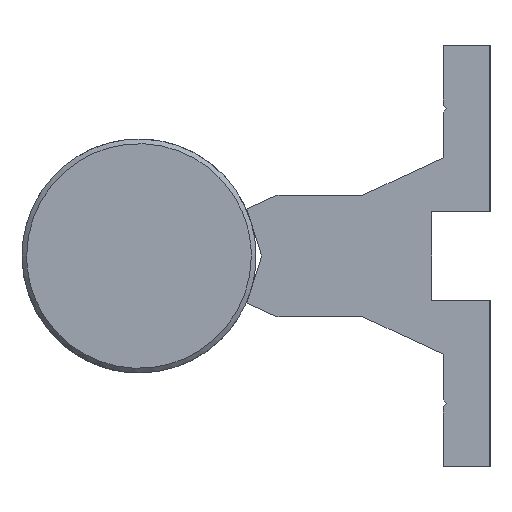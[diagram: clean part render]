
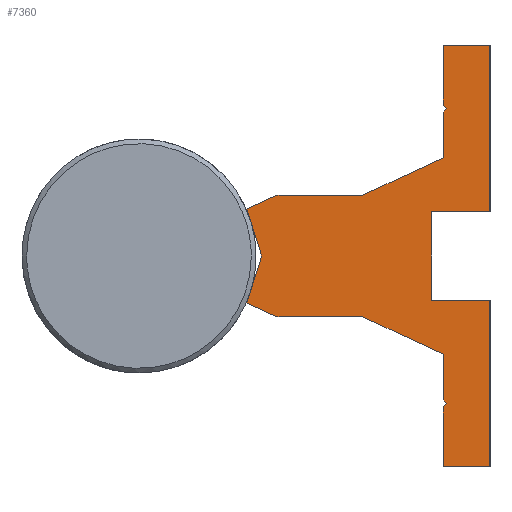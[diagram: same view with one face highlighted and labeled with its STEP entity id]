
A CAD part, left-side view. The second image highlights one B-rep face of the part: STEP entity #7360.
In plain terms, the highlighted free-form (B-spline) face has degree [1, 1] with [2, 2] control points.
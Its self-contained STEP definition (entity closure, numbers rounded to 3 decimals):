
#10 = CARTESIAN_POINT ('', (0., 9.248, 31.5));
#20 = VERTEX_POINT ('', #10);
#30 = CARTESIAN_POINT ('', (0., 10., 32.252));
#40 = VERTEX_POINT ('', #30);
#50 = CARTESIAN_POINT ('', (0., 9.248, 31.5));
#60 = CARTESIAN_POINT ('', (0., 10., 32.252));
#70 = B_SPLINE_CURVE_WITH_KNOTS ('', 1, (#50, #60), .UNSPECIFIED., .F., .U., (2, 2), (0., 1.), .UNSPECIFIED.);
#80 = EDGE_CURVE ('', #20, #40, #70, .T.);
#370 = CARTESIAN_POINT ('', (0., 10., 45.));
#380 = VERTEX_POINT ('', #370);
#390 = CARTESIAN_POINT ('', (0., 10., 32.252));
#400 = CARTESIAN_POINT ('', (0., 10., 45.));
#410 = B_SPLINE_CURVE_WITH_KNOTS ('', 1, (#390, #400), .UNSPECIFIED., .F., .U., (2, 2), (0., 1.), .UNSPECIFIED.);
#420 = EDGE_CURVE ('', #40, #380, #410, .T.);
#650 = CARTESIAN_POINT ('', (0., 0., 45.));
#660 = VERTEX_POINT ('', #650);
#670 = CARTESIAN_POINT ('', (0., 10., 45.));
#680 = CARTESIAN_POINT ('', (0., 0., 45.));
#690 = B_SPLINE_CURVE_WITH_KNOTS ('', 1, (#670, #680), .UNSPECIFIED., .F., .U., (2, 2), (0., 1.), .UNSPECIFIED.);
#700 = EDGE_CURVE ('', #380, #660, #690, .T.);
#930 = CARTESIAN_POINT ('', (0., 0., 9.5));
#940 = VERTEX_POINT ('', #930);
#950 = CARTESIAN_POINT ('', (0., 0., 45.));
#960 = CARTESIAN_POINT ('', (0., 0., 9.5));
#970 = B_SPLINE_CURVE_WITH_KNOTS ('', 1, (#950, #960), .UNSPECIFIED., .F., .U., (2, 2), (0., 1.), .UNSPECIFIED.);
#980 = EDGE_CURVE ('', #660, #940, #970, .T.);
#1210 = CARTESIAN_POINT ('', (0., 12.5, 9.5));
#1220 = VERTEX_POINT ('', #1210);
#1230 = CARTESIAN_POINT ('', (0., 0., 9.5));
#1240 = CARTESIAN_POINT ('', (0., 12.5, 9.5));
#1250 = B_SPLINE_CURVE_WITH_KNOTS ('', 1, (#1230, #1240), .UNSPECIFIED., .F., .U., (2, 2), (0., 1.), .UNSPECIFIED.);
#1260 = EDGE_CURVE ('', #940, #1220, #1250, .T.);
#1490 = CARTESIAN_POINT ('', (0., 12.5, -9.5));
#1500 = VERTEX_POINT ('', #1490);
#1510 = CARTESIAN_POINT ('', (0., 12.5, 9.5));
#1520 = CARTESIAN_POINT ('', (0., 12.5, -9.5));
#1530 = B_SPLINE_CURVE_WITH_KNOTS ('', 1, (#1510, #1520), .UNSPECIFIED., .F., .U., (2, 2), (0., 1.), .UNSPECIFIED.);
#1540 = EDGE_CURVE ('', #1220, #1500, #1530, .T.);
#1770 = CARTESIAN_POINT ('', (0., 0., -9.5));
#1780 = VERTEX_POINT ('', #1770);
#1790 = CARTESIAN_POINT ('', (0., 12.5, -9.5));
#1800 = CARTESIAN_POINT ('', (0., 0., -9.5));
#1810 = B_SPLINE_CURVE_WITH_KNOTS ('', 1, (#1790, #1800), .UNSPECIFIED., .F., .U., (2, 2), (0., 1.), .UNSPECIFIED.);
#1820 = EDGE_CURVE ('', #1500, #1780, #1810, .T.);
#2050 = CARTESIAN_POINT ('', (0., 0., -45.));
#2060 = VERTEX_POINT ('', #2050);
#2070 = CARTESIAN_POINT ('', (0., 0., -9.5));
#2080 = CARTESIAN_POINT ('', (0., 0., -45.));
#2090 = B_SPLINE_CURVE_WITH_KNOTS ('', 1, (#2070, #2080), .UNSPECIFIED., .F., .U., (2, 2), (0., 1.), .UNSPECIFIED.);
#2100 = EDGE_CURVE ('', #1780, #2060, #2090, .T.);
#2330 = CARTESIAN_POINT ('', (0., 10., -45.));
#2340 = VERTEX_POINT ('', #2330);
#2350 = CARTESIAN_POINT ('', (0., 10., -45.));
#2360 = CARTESIAN_POINT ('', (0., 0., -45.));
#2370 = B_SPLINE_CURVE_WITH_KNOTS ('', 1, (#2350, #2360), .UNSPECIFIED., .F., .U., (2, 2), (0., 1.), .UNSPECIFIED.);
#2380 = EDGE_CURVE ('', #2340, #2060, #2370, .T.);
#2610 = CARTESIAN_POINT ('', (0., 10., -32.252));
#2620 = VERTEX_POINT ('', #2610);
#2630 = CARTESIAN_POINT ('', (0., 10., -32.252));
#2640 = CARTESIAN_POINT ('', (0., 10., -45.));
#2650 = B_SPLINE_CURVE_WITH_KNOTS ('', 1, (#2630, #2640), .UNSPECIFIED., .F., .U., (2, 2), (0., 1.), .UNSPECIFIED.);
#2660 = EDGE_CURVE ('', #2620, #2340, #2650, .T.);
#2890 = CARTESIAN_POINT ('', (0., 9.248, -31.5));
#2900 = VERTEX_POINT ('', #2890);
#2910 = CARTESIAN_POINT ('', (0., 9.248, -31.5));
#2920 = CARTESIAN_POINT ('', (0., 9.499, -31.751));
#2930 = CARTESIAN_POINT ('', (0., 9.749, -32.001));
#2940 = CARTESIAN_POINT ('', (0., 10., -32.252));
#2950 = B_SPLINE_CURVE_WITH_KNOTS ('', 3, (#2910, #2920, #2930, #2940), .UNSPECIFIED., .F., .U., (4, 4), (0., 1.), .UNSPECIFIED.);
#2960 = EDGE_CURVE ('', #2900, #2620, #2950, .T.);
#3210 = CARTESIAN_POINT ('', (0., 10., -30.748));
#3220 = VERTEX_POINT ('', #3210);
#3230 = CARTESIAN_POINT ('', (0., 10., -30.748));
#3240 = CARTESIAN_POINT ('', (0., 9.749, -30.999));
#3250 = CARTESIAN_POINT ('', (0., 9.499, -31.249));
#3260 = CARTESIAN_POINT ('', (0., 9.248, -31.5));
#3270 = B_SPLINE_CURVE_WITH_KNOTS ('', 3, (#3230, #3240, #3250, #3260), .UNSPECIFIED., .F., .U., (4, 4), (0., 1.), .UNSPECIFIED.);
#3280 = EDGE_CURVE ('', #3220, #2900, #3270, .T.);
#3530 = CARTESIAN_POINT ('', (0., 10., -21.));
#3540 = VERTEX_POINT ('', #3530);
#3550 = CARTESIAN_POINT ('', (0., 10., -21.));
#3560 = CARTESIAN_POINT ('', (0., 10., -30.748));
#3570 = B_SPLINE_CURVE_WITH_KNOTS ('', 1, (#3550, #3560), .UNSPECIFIED., .F., .U., (2, 2), (0., 1.), .UNSPECIFIED.);
#3580 = EDGE_CURVE ('', #3540, #3220, #3570, .T.);
#3810 = CARTESIAN_POINT ('', (0., 27.156, -13.));
#3820 = VERTEX_POINT ('', #3810);
#3830 = CARTESIAN_POINT ('', (0., 27.156, -13.));
#3840 = CARTESIAN_POINT ('', (0., 21.437, -15.667));
#3850 = CARTESIAN_POINT ('', (0., 15.719, -18.333));
#3860 = CARTESIAN_POINT ('', (0., 10., -21.));
#3870 = B_SPLINE_CURVE_WITH_KNOTS ('', 3, (#3830, #3840, #3850, #3860), .UNSPECIFIED., .F., .U., (4, 4), (0., 1.), .UNSPECIFIED.);
#3880 = EDGE_CURVE ('', #3820, #3540, #3870, .T.);
#4130 = CARTESIAN_POINT ('', (0., 45.517, -13.));
#4140 = VERTEX_POINT ('', #4130);
#4150 = CARTESIAN_POINT ('', (0., 45.517, -13.));
#4160 = CARTESIAN_POINT ('', (0., 27.156, -13.));
#4170 = B_SPLINE_CURVE_WITH_KNOTS ('', 1, (#4150, #4160), .UNSPECIFIED., .F., .U., (2, 2), (0., 1.), .UNSPECIFIED.);
#4180 = EDGE_CURVE ('', #4140, #3820, #4170, .T.);
#4410 = CARTESIAN_POINT ('', (0., 51.95, -10.));
#4420 = VERTEX_POINT ('', #4410);
#4430 = CARTESIAN_POINT ('', (0., 51.95, -10.));
#4440 = CARTESIAN_POINT ('', (0., 49.806, -11.));
#4450 = CARTESIAN_POINT ('', (0., 47.661, -12.));
#4460 = CARTESIAN_POINT ('', (0., 45.517, -13.));
#4470 = B_SPLINE_CURVE_WITH_KNOTS ('', 3, (#4430, #4440, #4450, #4460), .UNSPECIFIED., .F., .U., (4, 4), (0., 1.), .UNSPECIFIED.);
#4480 = EDGE_CURVE ('', #4420, #4140, #4470, .T.);
#4730 = CARTESIAN_POINT ('', (0., 48.797, 0.));
#4740 = VERTEX_POINT ('', #4730);
#4750 = CARTESIAN_POINT ('', (0., 48.797, 0.));
#4760 = CARTESIAN_POINT ('', (0., 49.848, -3.333));
#4770 = CARTESIAN_POINT ('', (0., 50.899, -6.667));
#4780 = CARTESIAN_POINT ('', (0., 51.95, -10.));
#4790 = B_SPLINE_CURVE_WITH_KNOTS ('', 3, (#4750, #4760, #4770, #4780), .UNSPECIFIED., .F., .U., (4, 4), (0., 1.), .UNSPECIFIED.);
#4800 = EDGE_CURVE ('', #4740, #4420, #4790, .T.);
#5050 = CARTESIAN_POINT ('', (0., 51.95, 10.));
#5060 = VERTEX_POINT ('', #5050);
#5070 = CARTESIAN_POINT ('', (0., 51.95, 10.));
#5080 = CARTESIAN_POINT ('', (0., 50.899, 6.667));
#5090 = CARTESIAN_POINT ('', (0., 49.848, 3.333));
#5100 = CARTESIAN_POINT ('', (0., 48.797, 0.));
#5110 = B_SPLINE_CURVE_WITH_KNOTS ('', 3, (#5070, #5080, #5090, #5100), .UNSPECIFIED., .F., .U., (4, 4), (0., 1.), .UNSPECIFIED.);
#5120 = EDGE_CURVE ('', #5060, #4740, #5110, .T.);
#5370 = CARTESIAN_POINT ('', (0., 45.517, 13.));
#5380 = VERTEX_POINT ('', #5370);
#5390 = CARTESIAN_POINT ('', (0., 45.517, 13.));
#5400 = CARTESIAN_POINT ('', (0., 47.661, 12.));
#5410 = CARTESIAN_POINT ('', (0., 49.806, 11.));
#5420 = CARTESIAN_POINT ('', (0., 51.95, 10.));
#5430 = B_SPLINE_CURVE_WITH_KNOTS ('', 3, (#5390, #5400, #5410, #5420), .UNSPECIFIED., .F., .U., (4, 4), (0., 1.), .UNSPECIFIED.);
#5440 = EDGE_CURVE ('', #5380, #5060, #5430, .T.);
#5670 = CARTESIAN_POINT ('', (0., 27.156, 13.));
#5680 = VERTEX_POINT ('', #5670);
#5690 = CARTESIAN_POINT ('', (0., 27.156, 13.));
#5700 = CARTESIAN_POINT ('', (0., 45.517, 13.));
#5710 = B_SPLINE_CURVE_WITH_KNOTS ('', 1, (#5690, #5700), .UNSPECIFIED., .F., .U., (2, 2), (0., 1.), .UNSPECIFIED.);
#5720 = EDGE_CURVE ('', #5680, #5380, #5710, .T.);
#5950 = CARTESIAN_POINT ('', (0., 10., 21.));
#5960 = VERTEX_POINT ('', #5950);
#5970 = CARTESIAN_POINT ('', (0., 27.156, 13.));
#5980 = CARTESIAN_POINT ('', (0., 10., 21.));
#5990 = B_SPLINE_CURVE_WITH_KNOTS ('', 1, (#5970, #5980), .UNSPECIFIED., .F., .U., (2, 2), (0., 1.), .UNSPECIFIED.);
#6000 = EDGE_CURVE ('', #5680, #5960, #5990, .T.);
#6250 = CARTESIAN_POINT ('', (0., 10., 30.748));
#6260 = VERTEX_POINT ('', #6250);
#6270 = CARTESIAN_POINT ('', (0., 10., 21.));
#6280 = CARTESIAN_POINT ('', (0., 10., 30.748));
#6290 = B_SPLINE_CURVE_WITH_KNOTS ('', 1, (#6270, #6280), .UNSPECIFIED., .F., .U., (2, 2), (0., 1.), .UNSPECIFIED.);
#6300 = EDGE_CURVE ('', #5960, #6260, #6290, .T.);
#6530 = CARTESIAN_POINT ('', (0., 9.248, 31.5));
#6540 = CARTESIAN_POINT ('', (0., 9.499, 31.249));
#6550 = CARTESIAN_POINT ('', (0., 9.749, 30.999));
#6560 = CARTESIAN_POINT ('', (0., 10., 30.748));
#6570 = B_SPLINE_CURVE_WITH_KNOTS ('', 3, (#6530, #6540, #6550, #6560), .UNSPECIFIED., .F., .U., (4, 4), (0., 1.), .UNSPECIFIED.);
#6580 = EDGE_CURVE ('', #20, #6260, #6570, .T.);
#7060 = ORIENTED_EDGE ('', *, *, #1540, .F.);
#7070 = ORIENTED_EDGE ('', *, *, #1260, .F.);
#7080 = ORIENTED_EDGE ('', *, *, #980, .F.);
#7090 = ORIENTED_EDGE ('', *, *, #700, .F.);
#7100 = ORIENTED_EDGE ('', *, *, #420, .F.);
#7110 = ORIENTED_EDGE ('', *, *, #80, .F.);
#7120 = ORIENTED_EDGE ('', *, *, #6580, .T.);
#7130 = ORIENTED_EDGE ('', *, *, #6300, .F.);
#7140 = ORIENTED_EDGE ('', *, *, #6000, .F.);
#7150 = ORIENTED_EDGE ('', *, *, #5720, .T.);
#7160 = ORIENTED_EDGE ('', *, *, #5440, .T.);
#7170 = ORIENTED_EDGE ('', *, *, #5120, .T.);
#7180 = ORIENTED_EDGE ('', *, *, #4800, .T.);
#7190 = ORIENTED_EDGE ('', *, *, #4480, .T.);
#7200 = ORIENTED_EDGE ('', *, *, #4180, .T.);
#7210 = ORIENTED_EDGE ('', *, *, #3880, .T.);
#7220 = ORIENTED_EDGE ('', *, *, #3580, .T.);
#7230 = ORIENTED_EDGE ('', *, *, #3280, .T.);
#7240 = ORIENTED_EDGE ('', *, *, #2960, .T.);
#7250 = ORIENTED_EDGE ('', *, *, #2660, .T.);
#7260 = ORIENTED_EDGE ('', *, *, #2380, .T.);
#7270 = ORIENTED_EDGE ('', *, *, #2100, .F.);
#7280 = ORIENTED_EDGE ('', *, *, #1820, .F.);
#7290 = EDGE_LOOP ('', (#7060, #7070, #7080, #7090, #7100, #7110, #7120, #7130, #7140, #7150, #7160, #7170, #7180, #7190, #7200, #7210, #7220, #7230, #7240, #7250, #7260, #7270, #7280));
#7300 = FACE_OUTER_BOUND ('', #7290, .T.);
#7310 = CARTESIAN_POINT ('', (0., 0., -45.));
#7320 = CARTESIAN_POINT ('', (0., 52.262, -45.));
#7330 = CARTESIAN_POINT ('', (0., 0., 45.));
#7340 = CARTESIAN_POINT ('', (0., 52.262, 45.));
#7350 = B_SPLINE_SURFACE_WITH_KNOTS ('', 1, 1, ((#7310, #7320), (#7330, #7340)), .UNSPECIFIED., .F., .F., .U., (2, 2), (2, 2), (0., 1.), (0., 1.), .UNSPECIFIED.);
#7360 = ADVANCED_FACE ('', (#7300), #7350, .T.);
